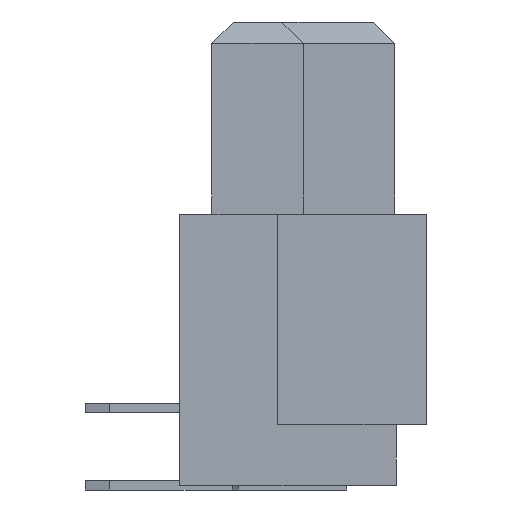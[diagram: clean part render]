
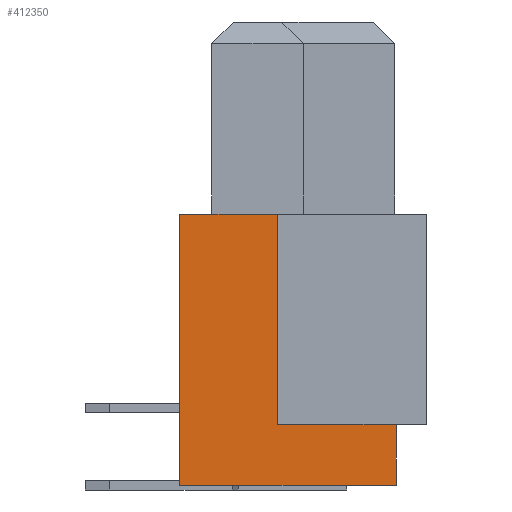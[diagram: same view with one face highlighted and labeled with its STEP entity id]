
A CAD part, left-side view. The second image highlights one B-rep face of the part: STEP entity #412350.
In plain terms, the highlighted planar face has unit normal (-1, 0, 0).
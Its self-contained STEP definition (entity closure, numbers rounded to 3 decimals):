
#41410=CARTESIAN_POINT('',(20.526,27.089,0.));
#41420=VERTEX_POINT('',#41410);
#41450=CARTESIAN_POINT('',(20.526,27.089,0.));
#41460=DIRECTION('',(0.,0.,-1.));
#41470=VECTOR('',#41460,1.);
#41480=LINE('',#41450,#41470);
#41490=CARTESIAN_POINT('',(20.526,27.089,2.));
#41500=VERTEX_POINT('',#41490);
#41510=EDGE_CURVE('',#41500,#41420,#41480,.T.);
#107670=CARTESIAN_POINT('',(20.526,30.989,8.9));
#107680=VERTEX_POINT('',#107670);
#107710=CARTESIAN_POINT('',(20.526,0.,8.9));
#107720=DIRECTION('',(0.,-1.,0.));
#107730=VECTOR('',#107720,1.);
#107740=LINE('',#107710,#107730);
#107750=CARTESIAN_POINT('',(20.526,34.189,8.9));
#107760=VERTEX_POINT('',#107750);
#107770=EDGE_CURVE('',#107760,#107680,#107740,.T.);
#110240=CARTESIAN_POINT('',(20.526,34.189,0.));
#110250=DIRECTION('',(0.,0.,1.));
#110260=VECTOR('',#110250,1.);
#110270=LINE('',#110240,#110260);
#110280=CARTESIAN_POINT('',(20.526,34.189,0.));
#110290=VERTEX_POINT('',#110280);
#110300=EDGE_CURVE('',#110290,#107760,#110270,.T.);
#412010=CARTESIAN_POINT('',(20.526,26.089,0.));
#412020=DIRECTION('',(0.,1.,0.));
#412030=VECTOR('',#412020,1.);
#412040=LINE('',#412010,#412030);
#412050=EDGE_CURVE('',#41420,#110290,#412040,.T.);
#412100=CARTESIAN_POINT('',(20.526,26.089,0.));
#412110=DIRECTION('',(-1.,0.,0.));
#412120=DIRECTION('',(0.,1.,0.));
#412130=AXIS2_PLACEMENT_3D('',#412100,#412110,#412120);
#412140=PLANE('',#412130);
#412150=ORIENTED_EDGE('',*,*,#110300,.F.);
#412160=ORIENTED_EDGE('',*,*,#107770,.F.);
#412170=CARTESIAN_POINT('',(20.526,30.989,0.));
#412180=DIRECTION('',(0.,0.,1.));
#412190=VECTOR('',#412180,1.);
#412200=LINE('',#412170,#412190);
#412210=CARTESIAN_POINT('',(20.526,30.989,2.));
#412220=VERTEX_POINT('',#412210);
#412230=EDGE_CURVE('',#412220,#107680,#412200,.T.);
#412240=ORIENTED_EDGE('',*,*,#412230,.T.);
#412250=CARTESIAN_POINT('',(20.526,0.,2.));
#412260=DIRECTION('',(0.,1.,0.));
#412270=VECTOR('',#412260,1.);
#412280=LINE('',#412250,#412270);
#412290=EDGE_CURVE('',#41500,#412220,#412280,.T.);
#412300=ORIENTED_EDGE('',*,*,#412290,.T.);
#412310=ORIENTED_EDGE('',*,*,#41510,.F.);
#412320=ORIENTED_EDGE('',*,*,#412050,.F.);
#412330=EDGE_LOOP('',(#412320,#412310,#412300,#412240,#412160,#412150));
#412340=FACE_OUTER_BOUND('',#412330,.T.);
#412350=ADVANCED_FACE('',(#412340),#412140,.T.);
